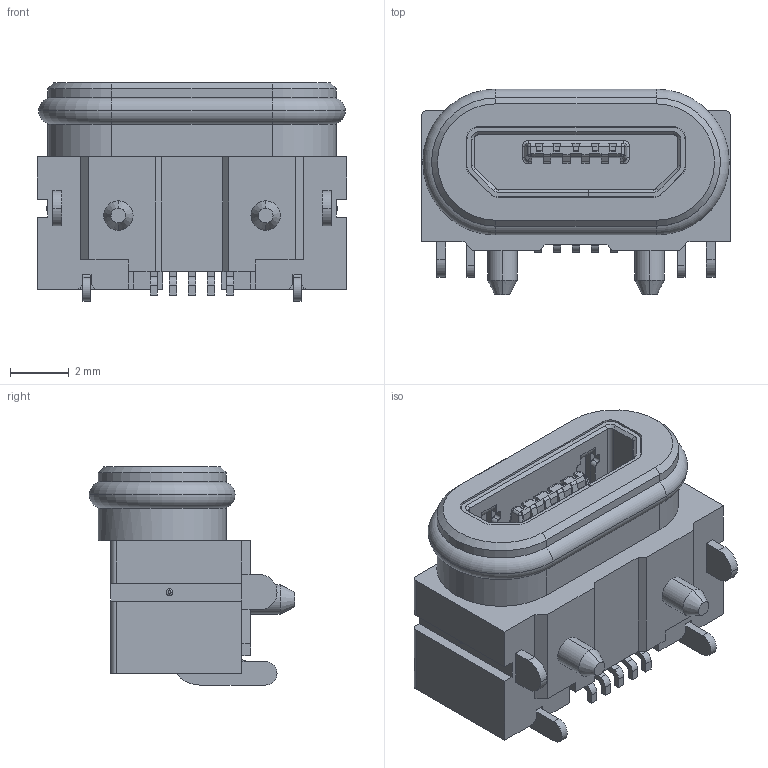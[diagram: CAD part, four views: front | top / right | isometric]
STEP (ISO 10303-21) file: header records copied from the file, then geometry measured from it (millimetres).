
FILE_DESCRIPTION((''),'2;1');
FILE_NAME('UR1-091AB50-NWZP_0525','2015-05-26T',('even-liang'),(''),'PRO/ENGINEER BY PARAMETRIC TECHNOLOGY CORPORATION, 2010160','PRO/ENGINEER BY PARAMETRIC TECHNOLOGY CORPORATION, 2010160','');
FILE_SCHEMA(('CONFIG_CONTROL_DESIGN'));
Length unit declared in the file: millimetre
Products named in the file (1): UR1-091AB50-NWZP_0525
Bounding box: 10.5 x 6.97 x 7.4 mm (x, y, z)
Volume: 254.6 mm3; surface area: 660.7 mm2
Topology: 2 solids, 4 shells, 630 faces, 1723 edges, 1123 vertices
Faces by surface type: plane 428, cylinder 153, cone 16, torus 12, extrusion 9, sphere 8, bspline 4
Entity records: 20254 total; most frequent: CARTESIAN_POINT 4040, ORIENTED_EDGE 3434, DIRECTION 3277, EDGE_CURVE 1717, VECTOR 1325, LINE 1316, VERTEX_POINT 1123, AXIS2_PLACEMENT_3D 976
